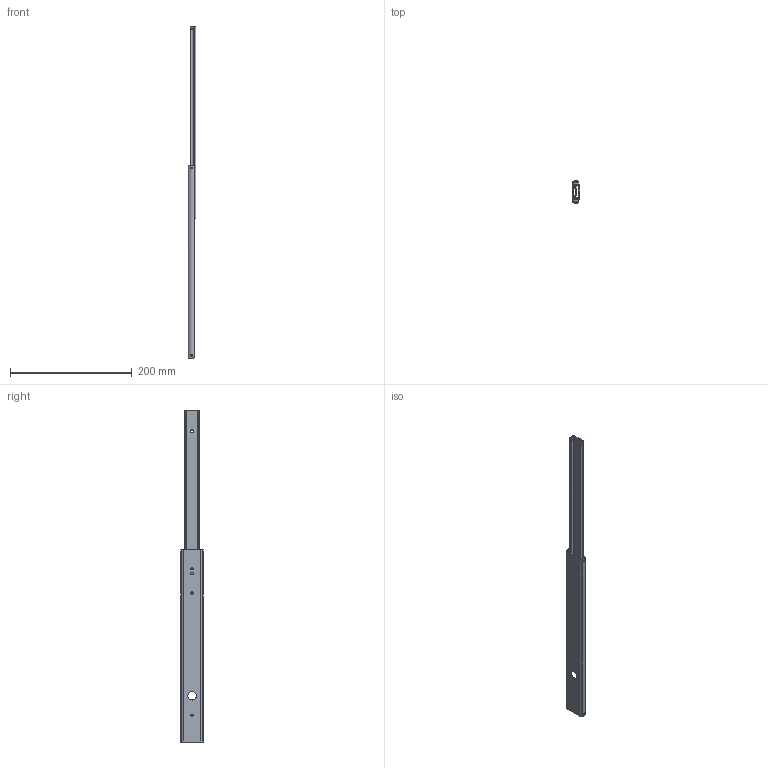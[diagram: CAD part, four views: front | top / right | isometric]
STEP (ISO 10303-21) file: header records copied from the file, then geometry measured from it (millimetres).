
FILE_DESCRIPTION(/* description */ ('Teilauszug Serie 012 317x229'),/* implementation_level */ '2;1');
FILE_NAME(/* name */ '07000052002.stp',/* time_stamp */ '2020-06-18T08:40:17+02:00',/* author */ ('Dennis Bruder'),/* organization */ (''),/* preprocessor_version */ 'ST-DEVELOPER v18',/* originating_system */ 'Autodesk Inventor 2020',/* authorisation */ '');
FILE_SCHEMA (('AUTOMOTIVE_DESIGN { 1 0 10303 214 3 1 1 }'));
Length unit declared in the file: millimetre
Products named in the file (1): 07000052002
Bounding box: 13 x 37.5 x 546 mm (x, y, z)
Volume: 55040.4 mm3; surface area: 67710.6 mm2
Topology: 15 solids, 15 shells, 140 faces, 450 edges, 306 vertices
Faces by surface type: cylinder 58, plane 54, sphere 28
Full cylindrical faces by diameter (mm): 3.65 x3, 4.7 x1, 5.1 x3, 7.2 x12, 14 x1
Entity records: 7672 total; most frequent: CARTESIAN_POINT 3525, ORIENTED_EDGE 852, DIRECTION 766, EDGE_CURVE 426, VERTEX_POINT 306, AXIS2_PLACEMENT_3D 273, LINE 220, VECTOR 220
